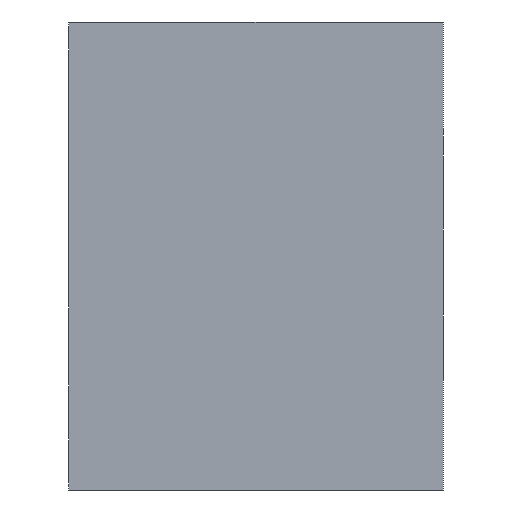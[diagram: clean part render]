
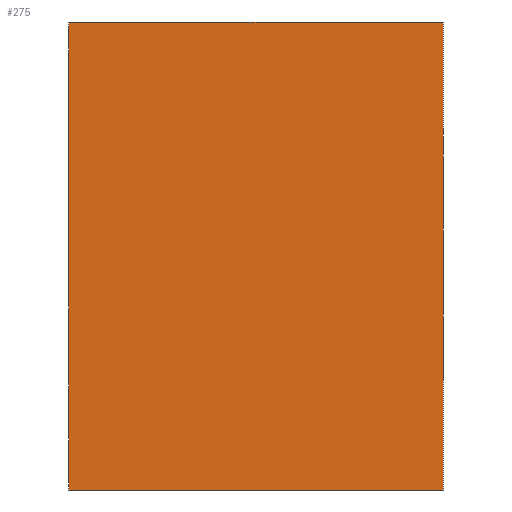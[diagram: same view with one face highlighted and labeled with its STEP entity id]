
A CAD part, front view. The second image highlights one B-rep face of the part: STEP entity #275.
In plain terms, the highlighted planar face has unit normal (0, -1, 0).
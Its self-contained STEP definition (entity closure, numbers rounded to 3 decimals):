
#26=PLANE('',#319);
#41=FACE_OUTER_BOUND('',#58,.T.);
#58=EDGE_LOOP('',(#232,#233,#234,#235));
#87=LINE('',#461,#117);
#88=LINE('',#464,#118);
#89=LINE('',#466,#119);
#90=LINE('',#467,#120);
#117=VECTOR('',#383,10.);
#118=VECTOR('',#386,10.);
#119=VECTOR('',#387,10.);
#120=VECTOR('',#388,10.);
#149=VERTEX_POINT('',#457);
#150=VERTEX_POINT('',#459);
#151=VERTEX_POINT('',#463);
#152=VERTEX_POINT('',#465);
#183=EDGE_CURVE('',#149,#150,#87,.T.);
#184=EDGE_CURVE('',#151,#149,#88,.T.);
#185=EDGE_CURVE('',#152,#150,#89,.T.);
#186=EDGE_CURVE('',#151,#152,#90,.T.);
#232=ORIENTED_EDGE('',*,*,#184,.T.);
#233=ORIENTED_EDGE('',*,*,#183,.T.);
#234=ORIENTED_EDGE('',*,*,#185,.F.);
#235=ORIENTED_EDGE('',*,*,#186,.F.);
#275=ADVANCED_FACE('',(#41),#26,.T.);
#319=AXIS2_PLACEMENT_3D('',#462,#384,#385);
#383=DIRECTION('',(0.,0.,1.));
#384=DIRECTION('center_axis',(0.,-1.,0.));
#385=DIRECTION('ref_axis',(1.,0.,0.));
#386=DIRECTION('',(1.,0.,0.));
#387=DIRECTION('',(1.,0.,0.));
#388=DIRECTION('',(0.,0.,1.));
#457=CARTESIAN_POINT('',(4.,-20.,0.));
#459=CARTESIAN_POINT('',(4.,-20.,5.));
#461=CARTESIAN_POINT('',(4.,-20.,0.));
#462=CARTESIAN_POINT('Origin',(0.,-20.,0.));
#463=CARTESIAN_POINT('',(0.,-20.,0.));
#464=CARTESIAN_POINT('',(0.,-20.,0.));
#465=CARTESIAN_POINT('',(0.,-20.,5.));
#466=CARTESIAN_POINT('',(0.,-20.,5.));
#467=CARTESIAN_POINT('',(0.,-20.,0.));
